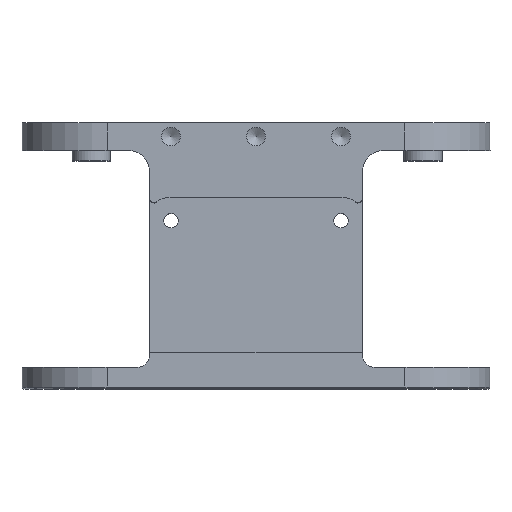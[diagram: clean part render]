
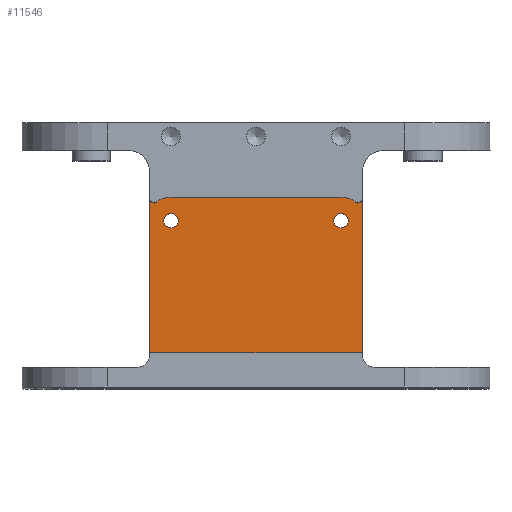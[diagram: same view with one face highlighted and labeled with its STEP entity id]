
A CAD part, top view. The second image highlights one B-rep face of the part: STEP entity #11546.
In plain terms, the highlighted face is planar.
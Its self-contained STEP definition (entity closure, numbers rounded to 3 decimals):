
#542=FACE_BOUND('',#2300,.T.);
#543=FACE_BOUND('',#2301,.T.);
#667=PLANE('',#12441);
#1580=FACE_OUTER_BOUND('',#2299,.T.);
#2299=EDGE_LOOP('',(#8879,#8880,#8881,#8882,#8883,#8884,#8885,#8886));
#2300=EDGE_LOOP('',(#8887));
#2301=EDGE_LOOP('',(#8888));
#3023=LINE('',#18137,#3859);
#3095=LINE('',#18385,#3931);
#3096=LINE('',#18387,#3932);
#3097=LINE('',#18393,#3933);
#3859=VECTOR('',#14121,10.);
#3931=VECTOR('',#14413,10.);
#3932=VECTOR('',#14414,10.);
#3933=VECTOR('',#14419,10.);
#4543=CIRCLE('',#12068,1.7);
#4546=CIRCLE('',#12073,1.7);
#4736=CIRCLE('',#12442,1.05);
#4737=CIRCLE('',#12443,1.05);
#4738=CIRCLE('',#12444,4.8);
#4739=CIRCLE('',#12445,4.8);
#5184=VERTEX_POINT('',#17011);
#5192=VERTEX_POINT('',#17050);
#5403=VERTEX_POINT('',#18135);
#5404=VERTEX_POINT('',#18136);
#5469=VERTEX_POINT('',#18382);
#5470=VERTEX_POINT('',#18383);
#5471=VERTEX_POINT('',#18386);
#5472=VERTEX_POINT('',#18388);
#5473=VERTEX_POINT('',#18390);
#5474=VERTEX_POINT('',#18392);
#6287=EDGE_CURVE('',#5184,#5184,#4543,.T.);
#6298=EDGE_CURVE('',#5192,#5192,#4546,.T.);
#6618=EDGE_CURVE('',#5403,#5404,#3023,.T.);
#6738=EDGE_CURVE('',#5469,#5470,#4736,.T.);
#6739=EDGE_CURVE('',#5470,#5403,#3095,.T.);
#6740=EDGE_CURVE('',#5404,#5471,#3096,.T.);
#6741=EDGE_CURVE('',#5471,#5472,#4737,.T.);
#6742=EDGE_CURVE('',#5472,#5473,#4738,.T.);
#6743=EDGE_CURVE('',#5473,#5474,#3097,.T.);
#6744=EDGE_CURVE('',#5474,#5469,#4739,.T.);
#8879=ORIENTED_EDGE('',*,*,#6738,.T.);
#8880=ORIENTED_EDGE('',*,*,#6739,.T.);
#8881=ORIENTED_EDGE('',*,*,#6618,.T.);
#8882=ORIENTED_EDGE('',*,*,#6740,.T.);
#8883=ORIENTED_EDGE('',*,*,#6741,.T.);
#8884=ORIENTED_EDGE('',*,*,#6742,.T.);
#8885=ORIENTED_EDGE('',*,*,#6743,.T.);
#8886=ORIENTED_EDGE('',*,*,#6744,.T.);
#8887=ORIENTED_EDGE('',*,*,#6298,.T.);
#8888=ORIENTED_EDGE('',*,*,#6287,.T.);
#11546=ADVANCED_FACE('',(#1580,#542,#543),#667,.F.);
#12068=AXIS2_PLACEMENT_3D('',#17013,#13450,#13451);
#12073=AXIS2_PLACEMENT_3D('',#17052,#13467,#13468);
#12441=AXIS2_PLACEMENT_3D('',#18381,#14409,#14410);
#12442=AXIS2_PLACEMENT_3D('',#18384,#14411,#14412);
#12443=AXIS2_PLACEMENT_3D('',#18389,#14415,#14416);
#12444=AXIS2_PLACEMENT_3D('',#18391,#14417,#14418);
#12445=AXIS2_PLACEMENT_3D('',#18394,#14420,#14421);
#13450=DIRECTION('center_axis',(0.,0.,
1.));
#13451=DIRECTION('ref_axis',(1.,0.,0.));
#13467=DIRECTION('center_axis',(0.,0.,
1.));
#13468=DIRECTION('ref_axis',(1.,0.,0.));
#14121=DIRECTION('',(-1.,0.,0.));
#14409=DIRECTION('center_axis',(0.,0.,
1.));
#14410=DIRECTION('ref_axis',(0.,-1.,0.));
#14411=DIRECTION('center_axis',(0.,0.,
1.));
#14412=DIRECTION('ref_axis',(1.,0.,0.));
#14413=DIRECTION('',(0.,-1.,0.));
#14414=DIRECTION('',(0.,1.,0.));
#14415=DIRECTION('center_axis',(0.,0.,
1.));
#14416=DIRECTION('ref_axis',(0.641,-0.768,0.));
#14417=DIRECTION('center_axis',(0.,0.,
-1.));
#14418=DIRECTION('ref_axis',(-0.641,0.768,0.));
#14419=DIRECTION('',(1.,0.,0.));
#14420=DIRECTION('center_axis',(0.,0.,
-1.));
#14421=DIRECTION('ref_axis',(0.,1.,0.));
#17011=CARTESIAN_POINT('',(94.776,-17.099,436.02));
#17013=CARTESIAN_POINT('Origin',(96.476,-17.099,436.02));
#17050=CARTESIAN_POINT('',(134.776,-17.099,436.02));
#17052=CARTESIAN_POINT('Origin',(136.476,-17.099,436.02));
#18135=CARTESIAN_POINT('',(141.476,-48.099,436.02));
#18136=CARTESIAN_POINT('',(91.476,-48.099,436.02));
#18137=CARTESIAN_POINT('',(116.476,-48.099,436.02));
#18381=CARTESIAN_POINT('Origin',(116.476,-29.849,436.02));
#18382=CARTESIAN_POINT('',(139.753,-12.715,436.02));
#18383=CARTESIAN_POINT('',(141.476,-11.909,436.02));
#18384=CARTESIAN_POINT('Origin',(140.426,-11.909,436.02));
#18385=CARTESIAN_POINT('',(141.476,-12.724,436.02));
#18386=CARTESIAN_POINT('',(91.476,-11.909,436.02));
#18387=CARTESIAN_POINT('',(91.476,-12.724,436.02));
#18388=CARTESIAN_POINT('',(93.199,-12.715,436.02));
#18389=CARTESIAN_POINT('Origin',(92.526,-11.909,436.02));
#18390=CARTESIAN_POINT('',(96.276,-11.599,436.02));
#18391=CARTESIAN_POINT('Origin',(96.276,-16.399,436.02));
#18392=CARTESIAN_POINT('',(136.676,-11.599,436.02));
#18393=CARTESIAN_POINT('',(126.576,-11.599,436.02));
#18394=CARTESIAN_POINT('Origin',(136.676,-16.399,436.02));
